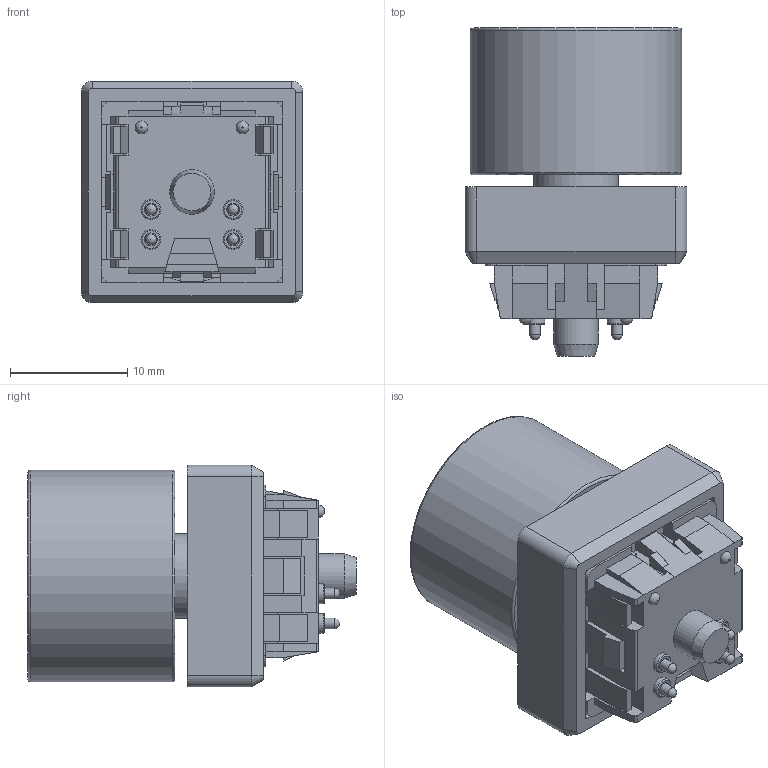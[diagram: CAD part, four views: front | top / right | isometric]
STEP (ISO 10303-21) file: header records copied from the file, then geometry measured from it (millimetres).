
FILE_DESCRIPTION(/* description */ (''),/* implementation_level */ '2;1');
FILE_NAME(/* name */ 'Skyloong Hotswap Knob.step',/* time_stamp */ '2023-03-05T14:54:34-06:00',/* author */ (''),/* organization */ (''),/* preprocessor_version */ 'ST-DEVELOPER v19.2',/* originating_system */ 'Autodesk Translation Framework v11.17.0.187',/* authorisation */ '');
FILE_SCHEMA (('AUTOMOTIVE_DESIGN { 1 0 10303 214 3 1 1 }'));
Length unit declared in the file: millimetre
Products named in the file (10): Module; PCB; Encoder; Top; Shaft; Pogo Pin; Bottom; Top_1; Cover; Knob
Assembly tree (12 placements, depth 4):
  Module
    PCB
      Encoder
        Top
        Shaft
      Pogo Pin  x4
    Bottom
    Top_1
    Cover
    Knob
Bounding box: 18.9 x 27.95 x 18.9 mm (x, y, z)
Volume: 5230.6 mm3; surface area: 6795.4 mm2
Topology: 17 solids, 17 shells, 953 faces, 2489 edges, 1585 vertices
Faces by surface type: plane 617, cylinder 259, cone 32, torus 27, bspline 10, sphere 8
Full cylindrical faces by diameter (mm): 0.75 x2, 0.8 x2, 0.91 x4, 1.1 x6, 1.2 x2, 1.5 x4, 1.7 x8, 2.5 x1, 2.95 x1, 3 x2, 3.4 x2, 3.8 x1, 5.5 x1, 5.6 x1, 7.2 x1, 10 x1, 12.5 x2, 18 x1
Entity records: 29692 total; most frequent: CARTESIAN_POINT 6317, ORIENTED_EDGE 4904, DIRECTION 4659, EDGE_CURVE 2452, LINE 1777, VECTOR 1777, VERTEX_POINT 1561, AXIS2_PLACEMENT_3D 1441
